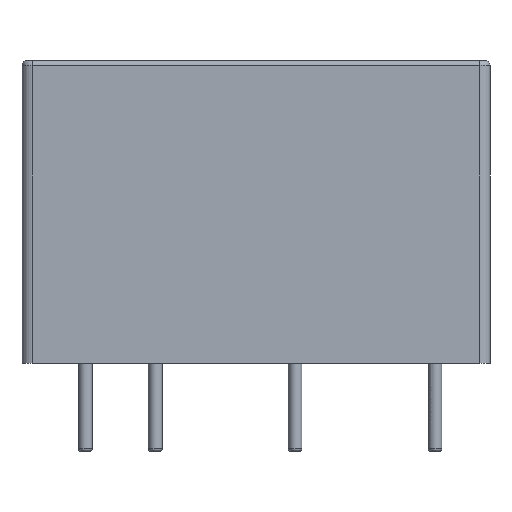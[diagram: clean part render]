
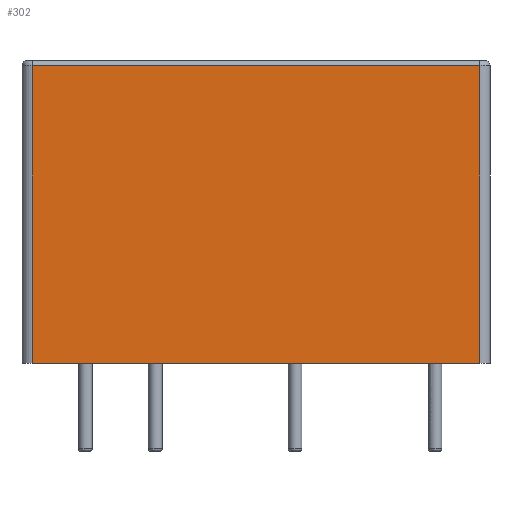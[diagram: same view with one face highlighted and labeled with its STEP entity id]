
A CAD part, front view. The second image highlights one B-rep face of the part: STEP entity #302.
In plain terms, the highlighted planar face has unit normal (0, -1, 0).
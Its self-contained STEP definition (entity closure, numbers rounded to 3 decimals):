
#100 = VERTEX_POINT('',#101);
#101 = CARTESIAN_POINT('',(14.319,-5.12,0.1));
#108 = EDGE_CURVE('',#100,#109,#111,.T.);
#109 = VERTEX_POINT('',#110);
#110 = CARTESIAN_POINT('',(-1.919,-5.12,0.1));
#111 = LINE('',#112,#113);
#112 = CARTESIAN_POINT('',(14.7,-5.12,0.1));
#113 = VECTOR('',#114,1.);
#114 = DIRECTION('',(-1.,0.,0.));
#257 = EDGE_CURVE('',#100,#258,#260,.T.);
#258 = VERTEX_POINT('',#259);
#259 = CARTESIAN_POINT('',(14.319,-5.12,10.91));
#260 = LINE('',#261,#262);
#261 = CARTESIAN_POINT('',(14.319,-5.12,0.1));
#262 = VECTOR('',#263,1.);
#263 = DIRECTION('',(0.,0.,1.));
#302 = ADVANCED_FACE('',(#303),#321,.T.);
#303 = FACE_BOUND('',#304,.T.);
#304 = EDGE_LOOP('',(#305,#306,#314,#320));
#305 = ORIENTED_EDGE('',*,*,#257,.T.);
#306 = ORIENTED_EDGE('',*,*,#307,.T.);
#307 = EDGE_CURVE('',#258,#308,#310,.T.);
#308 = VERTEX_POINT('',#309);
#309 = CARTESIAN_POINT('',(-1.919,-5.12,10.91));
#310 = LINE('',#311,#312);
#311 = CARTESIAN_POINT('',(14.319,-5.12,10.91));
#312 = VECTOR('',#313,1.);
#313 = DIRECTION('',(-1.,0.,0.));
#314 = ORIENTED_EDGE('',*,*,#315,.F.);
#315 = EDGE_CURVE('',#109,#308,#316,.T.);
#316 = LINE('',#317,#318);
#317 = CARTESIAN_POINT('',(-1.919,-5.12,0.1));
#318 = VECTOR('',#319,1.);
#319 = DIRECTION('',(0.,0.,1.));
#320 = ORIENTED_EDGE('',*,*,#108,.F.);
#321 = PLANE('',#322);
#322 = AXIS2_PLACEMENT_3D('',#323,#324,#325);
#323 = CARTESIAN_POINT('',(14.7,-5.12,0.1));
#324 = DIRECTION('',(0.,-1.,0.));
#325 = DIRECTION('',(-1.,0.,0.));
